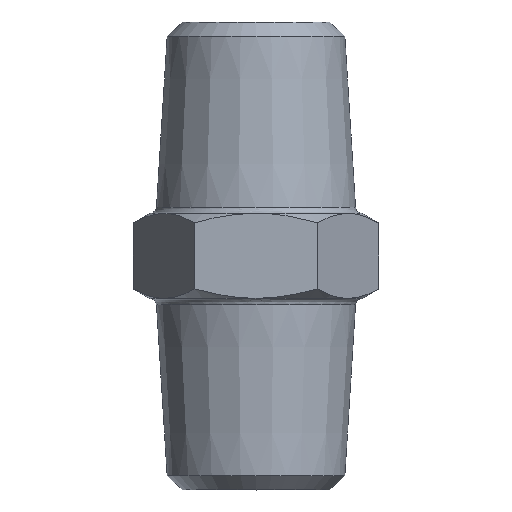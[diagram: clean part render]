
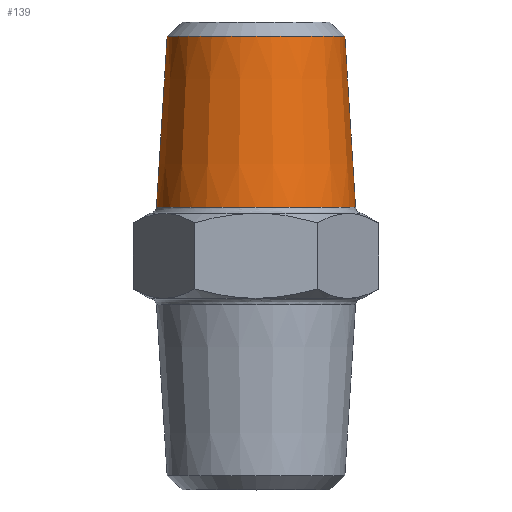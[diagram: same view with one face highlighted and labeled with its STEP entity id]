
A CAD part, top view. The second image highlights one B-rep face of the part: STEP entity #139.
In plain terms, the highlighted conical face has half-angle 3.576 degrees and reference radius 6.627 mm.
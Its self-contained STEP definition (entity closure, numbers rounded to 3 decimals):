
#97=CARTESIAN_POINT('',(7.021,19.941,0.0));
#98=VERTEX_POINT('',#97);
#99=CARTESIAN_POINT('',(0.0,19.941,0.));
#100=DIRECTION('',(0.0,-1.0,0.0));
#101=DIRECTION('',(-1.0,0.0,0.0));
#102=AXIS2_PLACEMENT_3D('',#99,#100,#101);
#103=CIRCLE('',#102,7.021);
#104=EDGE_CURVE('',#98,#98,#103,.T.);
#120=CARTESIAN_POINT('',(0.0,26.25,0.0));
#121=DIRECTION('',(0.0,-1.0,0.0));
#122=DIRECTION('',(1.0,0.0,0.0));
#123=AXIS2_PLACEMENT_3D('',#120,#121,#122);
#124=CONICAL_SURFACE('',#123,6.627,3.576);
#125=CARTESIAN_POINT('',(6.267,32.002,0.));
#126=VERTEX_POINT('',#125);
#127=CARTESIAN_POINT('',(0.0,32.002,0.));
#128=DIRECTION('',(0.0,1.0,0.0));
#129=DIRECTION('',(-1.0,0.0,0.0));
#130=AXIS2_PLACEMENT_3D('',#127,#128,#129);
#131=CIRCLE('',#130,6.267);
#132=EDGE_CURVE('',#126,#126,#131,.T.);
#133=ORIENTED_EDGE('',*,*,#132,.F.);
#134=EDGE_LOOP('',(#133));
#135=FACE_OUTER_BOUND('',#134,.T.);
#136=ORIENTED_EDGE('',*,*,#104,.F.);
#137=EDGE_LOOP('',(#136));
#138=FACE_BOUND('',#137,.T.);
#139=ADVANCED_FACE('',(#135,#138),#124,.T.);
